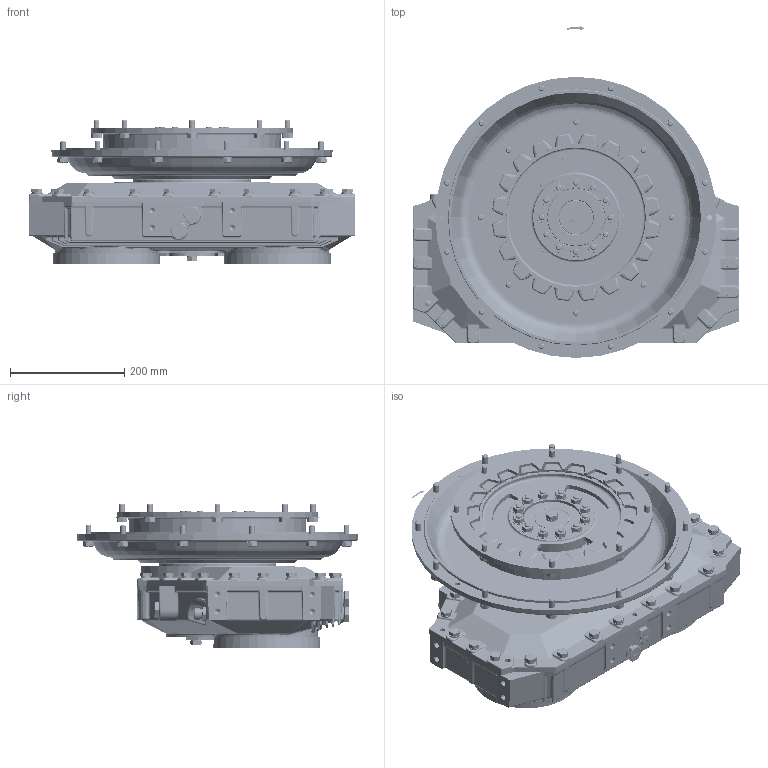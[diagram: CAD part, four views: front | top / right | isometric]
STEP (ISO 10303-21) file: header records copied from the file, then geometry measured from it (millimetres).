
FILE_DESCRIPTION (( 'STEP AP214' ), '1' );
FILE_NAME ('1029015W.step', '2019-07-23T09:53:53', ( 'TDI' ), ( 'Twin Disc Inc' ), 'SwSTEP 2.0', 'SolidWorks 2015', '' );
FILE_SCHEMA (( 'AUTOMOTIVE_DESIGN' ));
Length unit declared in the file: millimetre
Products named in the file (9): 1029015W; IT4588040_rev00-installation; ITam220-002_rev00-installation; ITam110-001_rev01-installation; IT1071023B_rev02-installation; IT2021217_rev05-installation; IT0000200_rev00-installation; ITB00310000_rev01-installation; IT1041103_rev00-installation
Assembly tree (10 placements, depth 2):
  1029015W
    ITB00310000_rev01-installation
    IT2021217_rev05-installation  x2
    ITam110-001_rev01-installation
    ITam220-002_rev00-installation
    IT4588040_rev00-installation
    IT0000200_rev00-installation
    IT1041103_rev00-installation  x2
    IT1071023B_rev02-installation
Bounding box: 570 x 580.17 x 252.6 mm (x, y, z)
Volume: 21436826.6 mm3; surface area: 2811800.8 mm2
Topology: 164 solids, 192 shells, 8117 faces, 19881 edges, 12439 vertices
Faces by surface type: plane 3383, cylinder 2202, bspline 1610, cone 453, torus 365, sphere 104
Full cylindrical faces by diameter (mm): 2 x4, 5 x1, 8 x4, 8.5 x64, 10 x190, 10.2 x2, 10.5 x95, 11 x27, 12 x56, 13 x3, 14 x16, 16 x12, 16.2 x66, 17 x12, 17.2 x1, 18 x1, 18.5 x3, 18.631 x3, 19.3 x1, 20 x5, 20.7 x3, 21 x23, 21.3 x1, 23.7 x1, 25.946 x3, 26 x2, 26.6 x2, 27 x3, 27.65 x4, 30 x3
Entity records: 374413 total; most frequent: CARTESIAN_POINT 137190, ORIENTED_EDGE 32847, DIRECTION 28223, EDGE_CURVE 16428, VERTEX_POINT 10793, AXIS2_PLACEMENT_3D 10416, EDGE_LOOP 9150, FACE_OUTER_BOUND 8162
